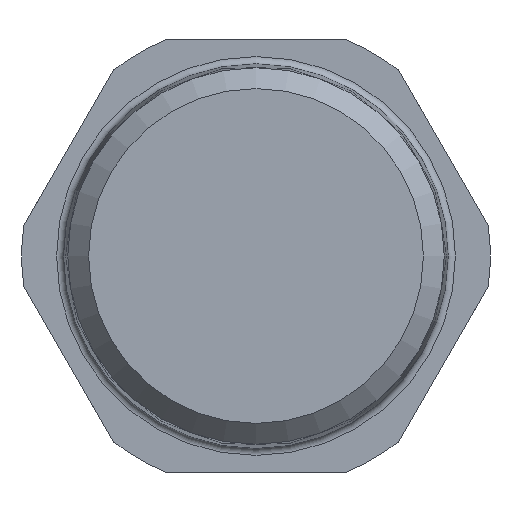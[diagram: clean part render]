
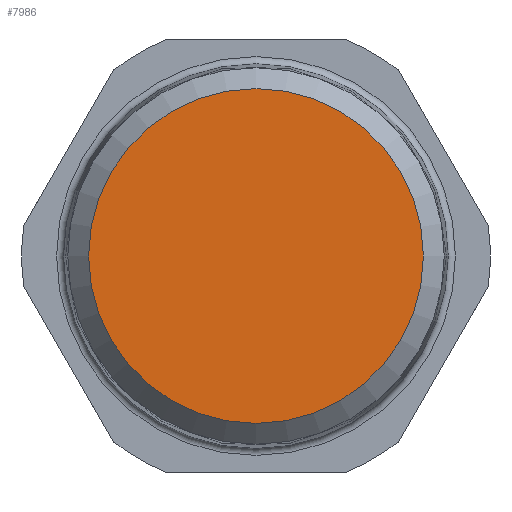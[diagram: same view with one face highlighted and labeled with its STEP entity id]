
A CAD part, left-side view. The second image highlights one B-rep face of the part: STEP entity #7986.
In plain terms, the highlighted planar face has unit normal (-1, 0, 0).
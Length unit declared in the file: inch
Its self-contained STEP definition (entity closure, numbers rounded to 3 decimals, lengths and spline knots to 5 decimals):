
#1027=PLANE('',#8914);
#1439=FACE_OUTER_BOUND('',#1873,.T.);
#1873=EDGE_LOOP('',(#6888,#6889));
#2379=CIRCLE('',#8915,0.45715);
#2380=CIRCLE('',#8916,0.45715);
#3419=VERTEX_POINT('',#16442);
#3420=VERTEX_POINT('',#16443);
#4585=EDGE_CURVE('',#3419,#3420,#2379,.T.);
#4586=EDGE_CURVE('',#3420,#3419,#2380,.T.);
#6888=ORIENTED_EDGE('',*,*,#4585,.F.);
#6889=ORIENTED_EDGE('',*,*,#4586,.F.);
#7986=ADVANCED_FACE('',(#1439),#1027,.T.);
#8914=AXIS2_PLACEMENT_3D('',#16441,#10999,#11000);
#8915=AXIS2_PLACEMENT_3D('',#16444,#11001,#11002);
#8916=AXIS2_PLACEMENT_3D('',#16445,#11003,#11004);
#10999=DIRECTION('center_axis',(-1.,0.,0.));
#11000=DIRECTION('ref_axis',(0.,0.,
-1.));
#11001=DIRECTION('center_axis',(1.,0.,0.));
#11002=DIRECTION('ref_axis',(0.,0.,
1.));
#11003=DIRECTION('center_axis',(1.,0.,0.));
#11004=DIRECTION('ref_axis',(0.,0.,
1.));
#16441=CARTESIAN_POINT('Origin',(-1.42913,-0.45715,0.));
#16442=CARTESIAN_POINT('',(-1.42913,-0.45715,0.));
#16443=CARTESIAN_POINT('',(-1.42913,0.45715,0.));
#16444=CARTESIAN_POINT('Origin',(-1.42913,0.,
0.));
#16445=CARTESIAN_POINT('Origin',(-1.42913,0.,
0.));
